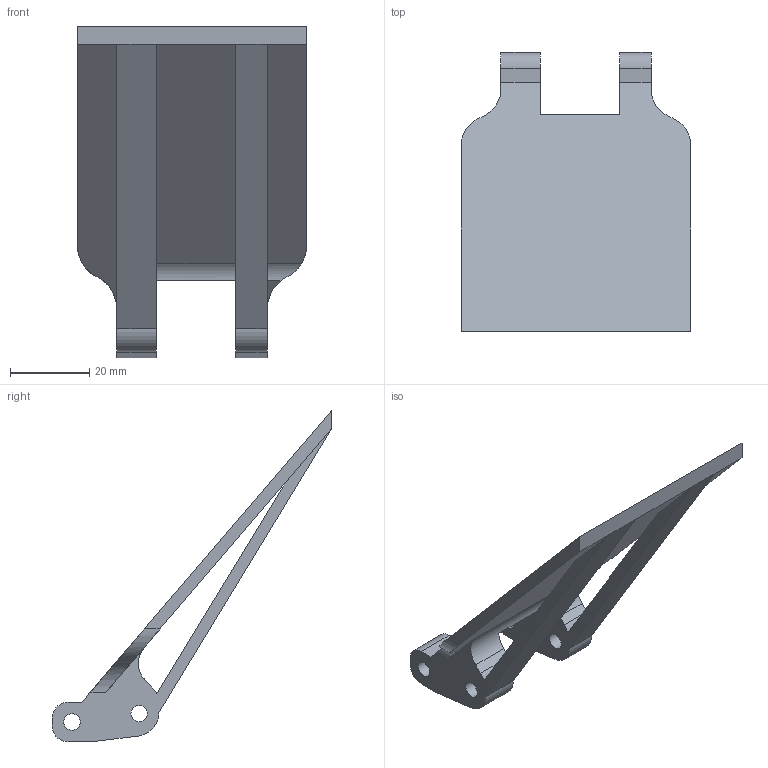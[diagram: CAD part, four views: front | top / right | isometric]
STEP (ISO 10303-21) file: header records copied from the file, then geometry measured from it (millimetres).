
FILE_DESCRIPTION(/* description */ (''),/* implementation_level */ '2;1');
FILE_NAME(/* name */ '',/* time_stamp */ '2025-03-17T20:46:33+03:00',/* author */ ('Phantom'),/* organization */ (''),/* preprocessor_version */ 'ST-DEVELOPER v20',/* originating_system */ 'Autodesk Inventor 2025',/* authorisation */ '');
FILE_SCHEMA (('AUTOMOTIVE_DESIGN { 1 0 10303 214 3 1 1 }'));
Length unit declared in the file: millimetre
Products named in the file (1): для ведра
Bounding box: 58 x 70.63 x 83.81 mm (x, y, z)
Volume: 24097.3 mm3; surface area: 16448.7 mm2
Topology: 1 solids, 1 shells, 43 faces, 131 edges, 86 vertices
Faces by surface type: plane 26, cylinder 17
Full cylindrical faces by diameter (mm): 4.15 x4
Entity records: 1542 total; most frequent: CARTESIAN_POINT 271, ORIENTED_EDGE 262, DIRECTION 253, EDGE_CURVE 131, LINE 93, VECTOR 93, VERTEX_POINT 86, AXIS2_PLACEMENT_3D 80
